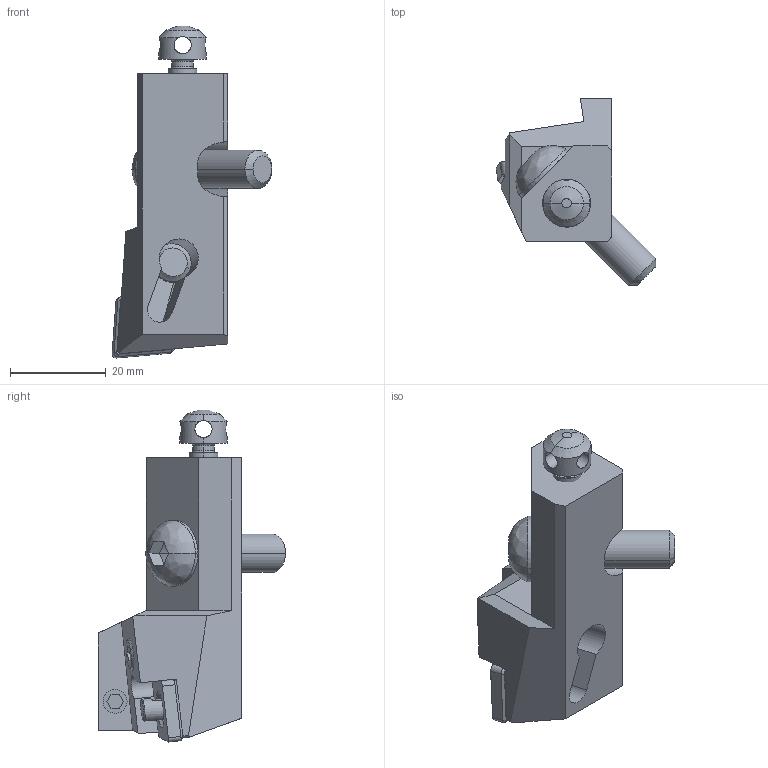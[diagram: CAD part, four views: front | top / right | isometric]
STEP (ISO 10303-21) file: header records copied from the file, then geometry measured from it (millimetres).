
FILE_DESCRIPTION(/* description */ (''),/* implementation_level */ '2;1');
FILE_NAME(/* name */ 'PCLNR20CA12.stp',/* time_stamp */ '2019-07-23T16:01:10+09:00',/* author */ (''),/* organization */ (''),/* preprocessor_version */ 'ST-DEVELOPER v16',/* originating_system */ 'SIEMENS PLM Software NX 10.0',/* authorisation */ '');
FILE_SCHEMA (('AUTOMOTIVE_DESIGN { 1 0 10303 214 3 1 1 1 }'));
Length unit declared in the file: millimetre
Products named in the file (1): PCLNR20CA12_ASM
Bounding box: 33.45 x 39.19 x 69.51 mm (x, y, z)
Volume: 22188.4 mm3; surface area: 10476.1 mm2
Topology: 8 solids, 8 shells, 209 faces, 543 edges, 347 vertices
Faces by surface type: plane 89, cylinder 59, cone 35, torus 18, bspline 6, extrusion 2
Entity records: 8061 total; most frequent: CARTESIAN_POINT 2676, DIRECTION 1112, ORIENTED_EDGE 1082, EDGE_CURVE 541, AXIS2_PLACEMENT_3D 425, VERTEX_POINT 347, VECTOR 262, LINE 260
